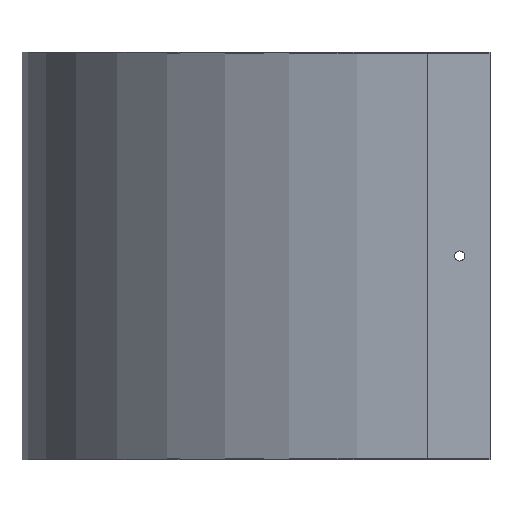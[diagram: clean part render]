
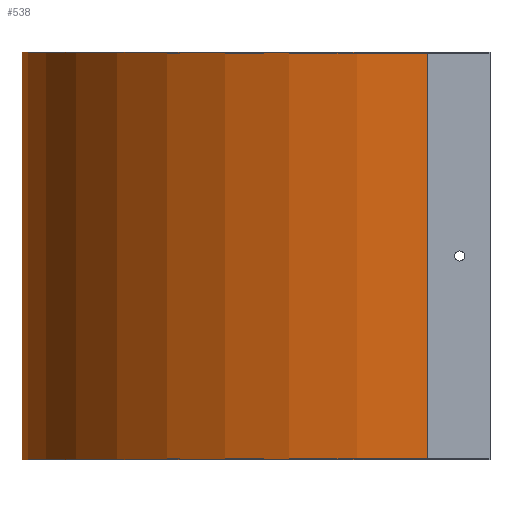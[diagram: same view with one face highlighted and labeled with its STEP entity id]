
A CAD part, left-side view. The second image highlights one B-rep face of the part: STEP entity #538.
In plain terms, the highlighted cylindrical face has radius 200.8 mm (diameter 401.6 mm), a partial arc.
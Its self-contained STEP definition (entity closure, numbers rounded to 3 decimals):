
#5 = DIRECTION ( 'NONE',  ( 0., 0., -1. ) ) ;
#6 = CARTESIAN_POINT ( 'NONE',  ( -0.8, 31., -201.2 ) ) ;
#7 = CARTESIAN_POINT ( 'NONE',  ( 200., 31., 0.8 ) ) ;
#15 = DIRECTION ( 'NONE',  ( 1., 0., 0. ) ) ;
#68 = CARTESIAN_POINT ( 'NONE',  ( 200., 231.8, -201.2 ) ) ;
#84 = CARTESIAN_POINT ( 'NONE',  ( -0.8, 31., 0.8 ) ) ;
#86 = CARTESIAN_POINT ( 'NONE',  ( -0.8, 31., -201.2 ) ) ;
#107 = CYLINDRICAL_SURFACE ( 'NONE', #431, 200.8 ) ;
#114 = FACE_OUTER_BOUND ( 'NONE', #235, .T. ) ;
#128 = CIRCLE ( 'NONE', #463, 200.8 ) ;
#151 = LINE ( 'NONE', #6, #154 ) ;
#154 = VECTOR ( 'NONE', #565, 1000. ) ;
#158 = VECTOR ( 'NONE', #632, 1000. ) ;
#163 = LINE ( 'NONE', #571, #158 ) ;
#193 = CIRCLE ( 'NONE', #472, 200.8 ) ;
#235 = EDGE_LOOP ( 'NONE', ( #293, #296, #294, #299 ) ) ;
#293 = ORIENTED_EDGE ( 'NONE', *, *, #487, .T. ) ;
#294 = ORIENTED_EDGE ( 'NONE', *, *, #527, .F. ) ;
#296 = ORIENTED_EDGE ( 'NONE', *, *, #512, .F. ) ;
#299 = ORIENTED_EDGE ( 'NONE', *, *, #514, .T. ) ;
#352 = VERTEX_POINT ( 'NONE', #652 ) ;
#359 = VERTEX_POINT ( 'NONE', #84 ) ;
#373 = VERTEX_POINT ( 'NONE', #86 ) ;
#377 = VERTEX_POINT ( 'NONE', #68 ) ;
#431 = AXIS2_PLACEMENT_3D ( 'NONE', #627, #617, #618 ) ;
#463 = AXIS2_PLACEMENT_3D ( 'NONE', #579, #561, #631 ) ;
#472 = AXIS2_PLACEMENT_3D ( 'NONE', #7, #5, #15 ) ;
#487 = EDGE_CURVE ( 'NONE', #359, #352, #193, .T. ) ;
#512 = EDGE_CURVE ( 'NONE', #377, #352, #163, .T. ) ;
#514 = EDGE_CURVE ( 'NONE', #373, #359, #151, .T. ) ;
#527 = EDGE_CURVE ( 'NONE', #373, #377, #128, .T. ) ;
#538 = ADVANCED_FACE ( 'NONE', ( #114 ), #107, .T. ) ;
#561 = DIRECTION ( 'NONE',  ( 0., 0., -1. ) ) ;
#565 = DIRECTION ( 'NONE',  ( 0., 0., 1. ) ) ;
#571 = CARTESIAN_POINT ( 'NONE',  ( 200., 231.8, -201.2 ) ) ;
#579 = CARTESIAN_POINT ( 'NONE',  ( 200., 31., -201.2 ) ) ;
#617 = DIRECTION ( 'NONE',  ( 0., 0., 1. ) ) ;
#618 = DIRECTION ( 'NONE',  ( 1., 0., 0. ) ) ;
#627 = CARTESIAN_POINT ( 'NONE',  ( 200., 31., -201.2 ) ) ;
#631 = DIRECTION ( 'NONE',  ( 1., 0., 0. ) ) ;
#632 = DIRECTION ( 'NONE',  ( 0., 0., 1. ) ) ;
#652 = CARTESIAN_POINT ( 'NONE',  ( 200., 231.8, 0.8 ) ) ;
